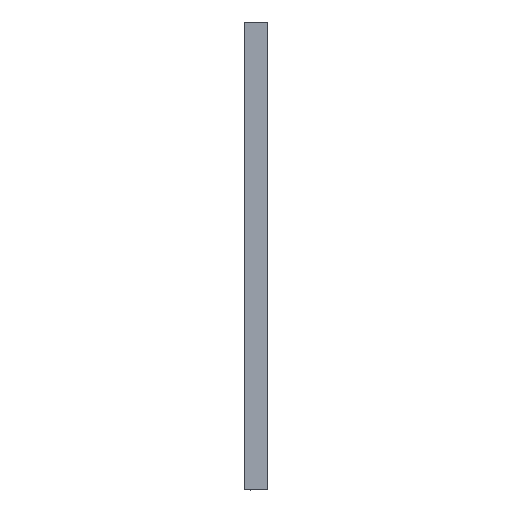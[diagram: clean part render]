
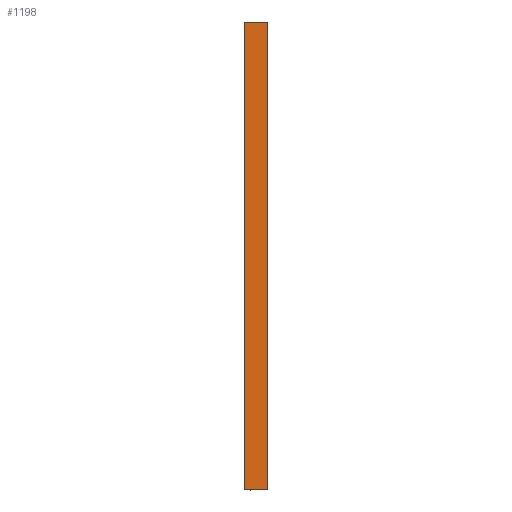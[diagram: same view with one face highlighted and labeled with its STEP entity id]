
A CAD part, front view. The second image highlights one B-rep face of the part: STEP entity #1198.
In plain terms, the highlighted planar face has unit normal (0, -1, 0).
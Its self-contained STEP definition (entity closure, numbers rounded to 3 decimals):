
#53 = CARTESIAN_POINT ( 'NONE',  ( 0., -53., 1000. ) ) ;
#55 = PLANE ( 'NONE',  #80 ) ;
#80 = AXIS2_PLACEMENT_3D ( 'NONE', #2842, #1479, #2357 ) ;
#90 = DIRECTION ( 'NONE',  ( 1., 0., 0. ) ) ;
#266 = EDGE_CURVE ( 'NONE', #2921, #2237, #2177, .T. ) ;
#292 = ORIENTED_EDGE ( 'NONE', *, *, #266, .F. ) ;
#365 = EDGE_LOOP ( 'NONE', ( #516, #292, #441, #1906 ) ) ;
#438 = CARTESIAN_POINT ( 'NONE',  ( 50., -53., 1000. ) ) ;
#441 = ORIENTED_EDGE ( 'NONE', *, *, #508, .F. ) ;
#445 = VERTEX_POINT ( 'NONE', #2799 ) ;
#508 = EDGE_CURVE ( 'NONE', #445, #2921, #2783, .T. ) ;
#516 = ORIENTED_EDGE ( 'NONE', *, *, #2882, .F. ) ;
#534 = VECTOR ( 'NONE', #90, 1000. ) ;
#680 = CARTESIAN_POINT ( 'NONE',  ( -50., -53., 1000. ) ) ;
#717 = LINE ( 'NONE', #438, #1066 ) ;
#950 = VECTOR ( 'NONE', #2334, 1000. ) ;
#1041 = CARTESIAN_POINT ( 'NONE',  ( 50., -53., 1000. ) ) ;
#1066 = VECTOR ( 'NONE', #1669, 1000. ) ;
#1198 = ADVANCED_FACE ( 'NONE', ( #1240 ), #55, .F. ) ;
#1240 = FACE_OUTER_BOUND ( 'NONE', #365, .T. ) ;
#1413 = VERTEX_POINT ( 'NONE', #2475 ) ;
#1479 = DIRECTION ( 'NONE',  ( 0., 1., 0. ) ) ;
#1578 = VECTOR ( 'NONE', #2039, 1000. ) ;
#1649 = CARTESIAN_POINT ( 'NONE',  ( 0., -53., -1000. ) ) ;
#1669 = DIRECTION ( 'NONE',  ( 0., 0., -1. ) ) ;
#1906 = ORIENTED_EDGE ( 'NONE', *, *, #2123, .F. ) ;
#2039 = DIRECTION ( 'NONE',  ( 0., 0., 1. ) ) ;
#2123 = EDGE_CURVE ( 'NONE', #1413, #445, #2787, .T. ) ;
#2177 = LINE ( 'NONE', #53, #534 ) ;
#2237 = VERTEX_POINT ( 'NONE', #1041 ) ;
#2334 = DIRECTION ( 'NONE',  ( -1., 0., 0. ) ) ;
#2357 = DIRECTION ( 'NONE',  ( 0., 0., 1. ) ) ;
#2475 = CARTESIAN_POINT ( 'NONE',  ( 50., -53., -1000. ) ) ;
#2550 = CARTESIAN_POINT ( 'NONE',  ( -50., -53., 1000. ) ) ;
#2783 = LINE ( 'NONE', #2550, #1578 ) ;
#2787 = LINE ( 'NONE', #1649, #950 ) ;
#2799 = CARTESIAN_POINT ( 'NONE',  ( -50., -53., -1000. ) ) ;
#2842 = CARTESIAN_POINT ( 'NONE',  ( 0., -53., 1000. ) ) ;
#2882 = EDGE_CURVE ( 'NONE', #2237, #1413, #717, .T. ) ;
#2921 = VERTEX_POINT ( 'NONE', #680 ) ;
